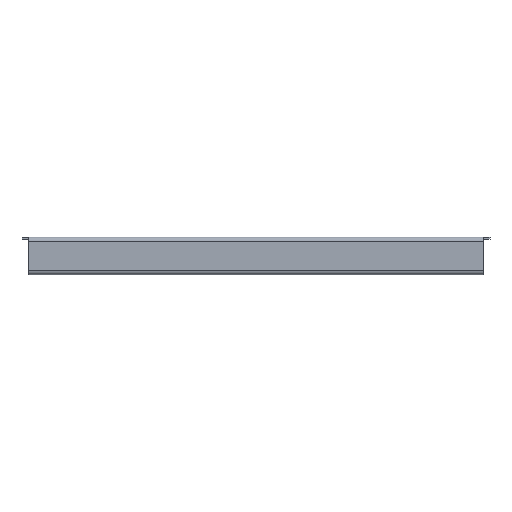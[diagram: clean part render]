
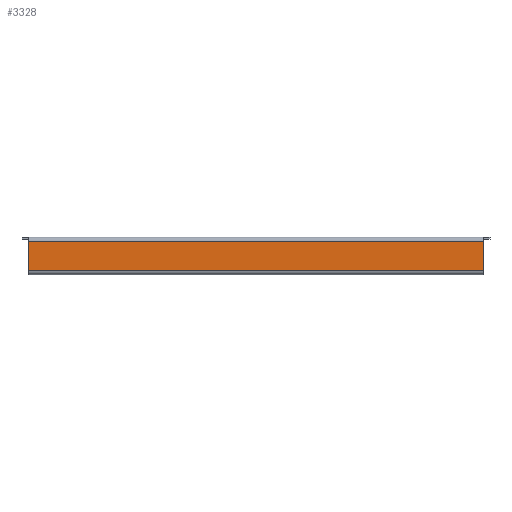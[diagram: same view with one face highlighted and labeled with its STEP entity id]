
A CAD part, top view. The second image highlights one B-rep face of the part: STEP entity #3328.
In plain terms, the highlighted planar face has unit normal (0, 0, 1).
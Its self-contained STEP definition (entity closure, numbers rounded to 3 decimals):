
#266 = AXIS2_PLACEMENT_3D ( 'NONE', #2046, #2336, #3372 ) ;
#350 = CARTESIAN_POINT ( 'NONE',  ( 770., 23.6, 30. ) ) ;
#654 = PLANE ( 'NONE',  #266 ) ;
#905 = CARTESIAN_POINT ( 'NONE',  ( 770., -23.6, 30. ) ) ;
#1040 = LINE ( 'NONE', #2112, #3618 ) ;
#1104 = EDGE_LOOP ( 'NONE', ( #3659, #1164, #3671, #2116 ) ) ;
#1164 = ORIENTED_EDGE ( 'NONE', *, *, #3874, .F. ) ;
#1197 = VERTEX_POINT ( 'NONE', #1650 ) ;
#1260 = EDGE_CURVE ( 'NONE', #4182, #3087, #3730, .T. ) ;
#1586 = VECTOR ( 'NONE', #1618, 1000. ) ;
#1618 = DIRECTION ( 'NONE',  ( -1., 0., 0. ) ) ;
#1650 = CARTESIAN_POINT ( 'NONE',  ( 740., 23.6, 30. ) ) ;
#1777 = VERTEX_POINT ( 'NONE', #2421 ) ;
#2046 = CARTESIAN_POINT ( 'NONE',  ( 770., 23.6, 30. ) ) ;
#2112 = CARTESIAN_POINT ( 'NONE',  ( 740., 670., 30. ) ) ;
#2116 = ORIENTED_EDGE ( 'NONE', *, *, #2575, .F. ) ;
#2164 = CARTESIAN_POINT ( 'NONE',  ( 10., 670., 30. ) ) ;
#2287 = FACE_OUTER_BOUND ( 'NONE', #1104, .T. ) ;
#2336 = DIRECTION ( 'NONE',  ( 0., 0., -1. ) ) ;
#2349 = LINE ( 'NONE', #350, #3185 ) ;
#2421 = CARTESIAN_POINT ( 'NONE',  ( 10., 23.6, 30. ) ) ;
#2575 = EDGE_CURVE ( 'NONE', #3087, #1777, #3258, .T. ) ;
#3087 = VERTEX_POINT ( 'NONE', #4216 ) ;
#3180 = VECTOR ( 'NONE', #3917, 1000. ) ;
#3185 = VECTOR ( 'NONE', #3731, 1000. ) ;
#3258 = LINE ( 'NONE', #2164, #3180 ) ;
#3328 = ADVANCED_FACE ( 'NONE', ( #2287 ), #654, .F. ) ;
#3372 = DIRECTION ( 'NONE',  ( 0., -1., 0. ) ) ;
#3430 = DIRECTION ( 'NONE',  ( 0., -1., 0. ) ) ;
#3531 = CARTESIAN_POINT ( 'NONE',  ( 740., -23.6, 30. ) ) ;
#3618 = VECTOR ( 'NONE', #3430, 1000. ) ;
#3655 = EDGE_CURVE ( 'NONE', #1777, #1197, #2349, .T. ) ;
#3659 = ORIENTED_EDGE ( 'NONE', *, *, #1260, .F. ) ;
#3671 = ORIENTED_EDGE ( 'NONE', *, *, #3655, .F. ) ;
#3730 = LINE ( 'NONE', #905, #1586 ) ;
#3731 = DIRECTION ( 'NONE',  ( 1., 0., 0. ) ) ;
#3874 = EDGE_CURVE ( 'NONE', #1197, #4182, #1040, .T. ) ;
#3917 = DIRECTION ( 'NONE',  ( 0., 1., 0. ) ) ;
#4182 = VERTEX_POINT ( 'NONE', #3531 ) ;
#4216 = CARTESIAN_POINT ( 'NONE',  ( 10., -23.6, 30. ) ) ;
